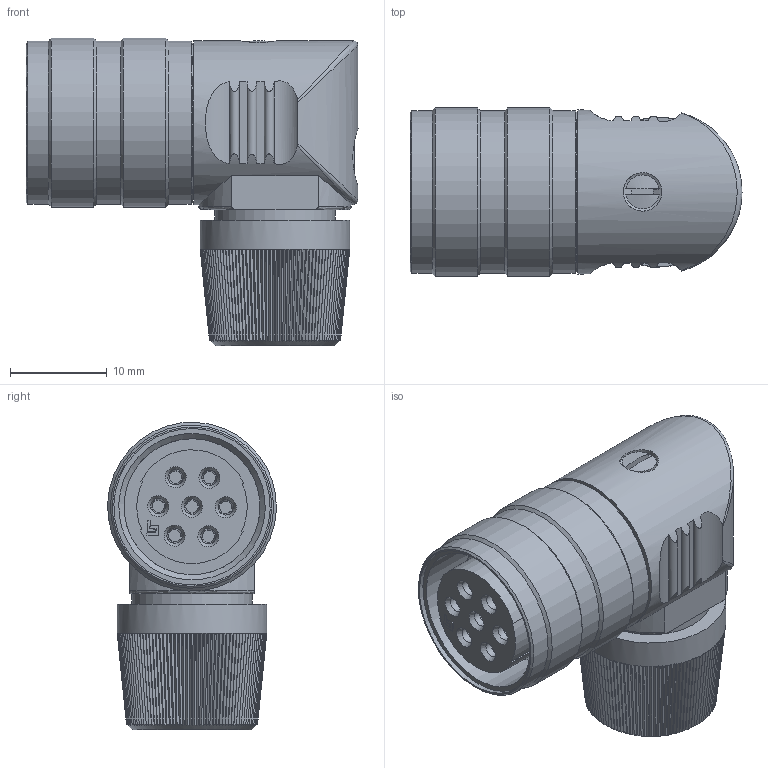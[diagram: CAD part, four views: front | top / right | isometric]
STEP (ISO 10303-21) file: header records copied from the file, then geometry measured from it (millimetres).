
FILE_DESCRIPTION(/* description */ (''),/* implementation_level */ '2;1');
FILE_NAME(/* name */ '09_0146_70_07_001_00.stp',/* time_stamp */ '2011-08-03T16:54:25+02:00',/* author */ (''),/* organization */ (''),/* preprocessor_version */ 'ST-DEVELOPER v11',/* originating_system */ 'UGS - NX 5.0',/* authorisation */ '');
FILE_SCHEMA (('CONFIG_CONTROL_DESIGN'));
Length unit declared in the file: millimetre
Products named in the file (1): kbor3FCFcbx0
Bounding box: 34.4 x 17.48 x 31.84 mm (x, y, z)
Volume: 9390.3 mm3; surface area: 4165.4 mm2
Topology: 1 solids, 1 shells, 701 faces, 1727 edges, 1070 vertices
Faces by surface type: plane 466, cone 162, cylinder 39, torus 30, bspline 2, sphere 2
Full cylindrical faces by diameter (mm): 1.6 x7, 4 x1, 6 x1, 12.5 x1, 14.1 x1, 15.188 x1, 15.5 x1, 16.2 x1, 16.9 x3, 17 x1, 17.5 x2
Entity records: 21194 total; most frequent: CARTESIAN_POINT 5847, ORIENTED_EDGE 3308, DIRECTION 2886, EDGE_CURVE 1654, AXIS2_PLACEMENT_3D 1143, VERTEX_POINT 1042, EDGE_LOOP 786, ADVANCED_FACE 700
